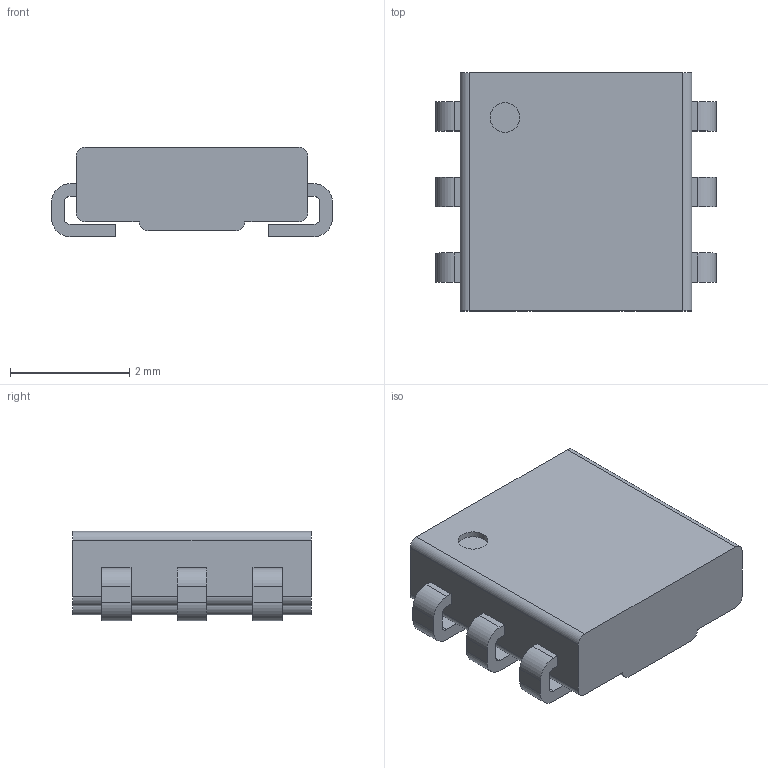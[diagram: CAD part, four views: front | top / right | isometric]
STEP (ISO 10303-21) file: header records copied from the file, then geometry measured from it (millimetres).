
FILE_DESCRIPTION((''),'2;1');
FILE_NAME('MAXIM_TSOC-6.stp','2015-08-14T17:36:25',(''),(''),'Mechanical Desktop 2011','Mechanical Desktop 2011',', , ');
FILE_SCHEMA(('AUTOMOTIVE_DESIGN { 1 2 10303 214 1 1 1 1 }'));
Length unit declared in the file: millimetre
Products named in the file (1): Product
Bounding box: 4.72 x 4 x 1.5 mm (x, y, z)
Volume: 21.5 mm3; surface area: 67.3 mm2
Topology: 7 solids, 7 shells, 101 faces, 258 edges, 172 vertices
Faces by surface type: bspline 49, plane 32, cylinder 20
Entity records: 3258 total; most frequent: CARTESIAN_POINT 847, ORIENTED_EDGE 516, DIRECTION 428, EDGE_CURVE 258, VECTOR 194, LINE 194, VERTEX_POINT 172, AXIS2_PLACEMENT_3D 117
